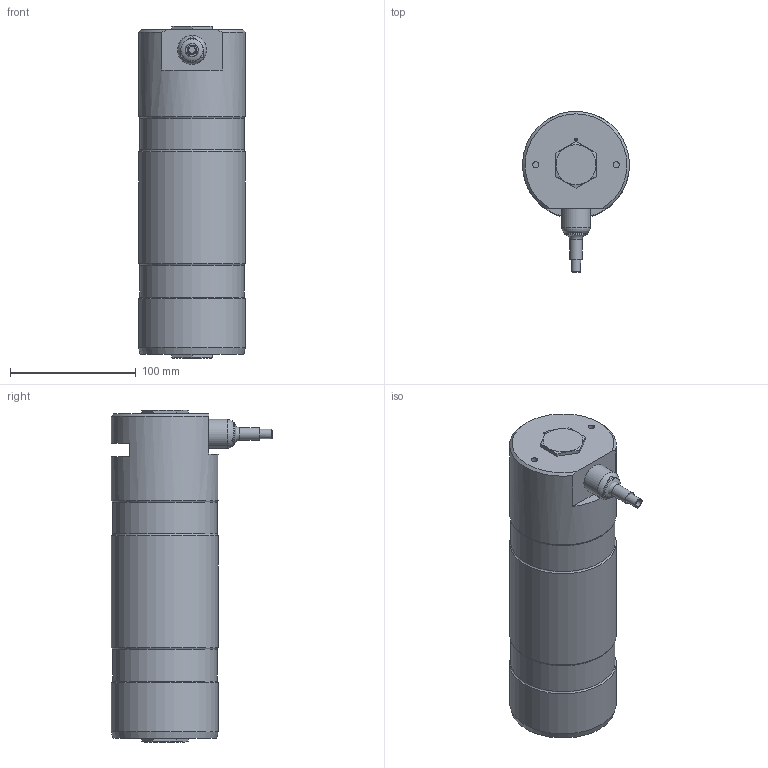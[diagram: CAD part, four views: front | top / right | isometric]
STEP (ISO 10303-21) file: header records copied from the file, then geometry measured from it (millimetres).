
FILE_DESCRIPTION (( 'STEP AP203' ), '1' );
FILE_NAME ('122-218-011-001.STEP', '2014-09-19T13:50:18', ( 'ajoy' ), ( 'Microsoft' ), 'SwSTEP 2.0', 'SolidWorks 2014', '' );
FILE_SCHEMA (( 'CONFIG_CONTROL_DESIGN' ));
Length unit declared in the file: millimetre
Products named in the file (1): 122-218-011-001
Bounding box: 85 x 128.21 x 264 mm (x, y, z)
Surface area: 87055.1 mm2 (no closed solid volume)
Topology: 0 solids, 10 shells, 54 faces, 138 edges, 93 vertices
Faces by surface type: plane 24, cylinder 14, cone 8, torus 7, bspline 1
Full cylindrical faces by diameter (mm): 2.1 x2, 5 x2, 5.5 x1, 7.5 x1, 10 x1, 17.5 x1, 23 x1, 83 x2, 85 x3
Entity records: 1760 total; most frequent: CARTESIAN_POINT 558, DIRECTION 231, ORIENTED_EDGE 169, EDGE_CURVE 105, AXIS2_PLACEMENT_3D 98, EDGE_LOOP 88, VERTEX_POINT 85, FACE_OUTER_BOUND 75
